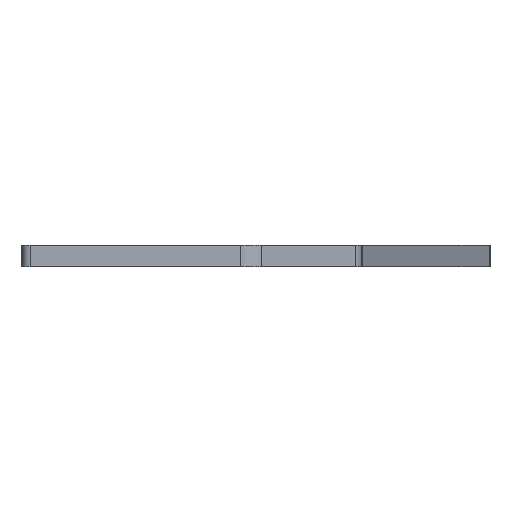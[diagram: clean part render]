
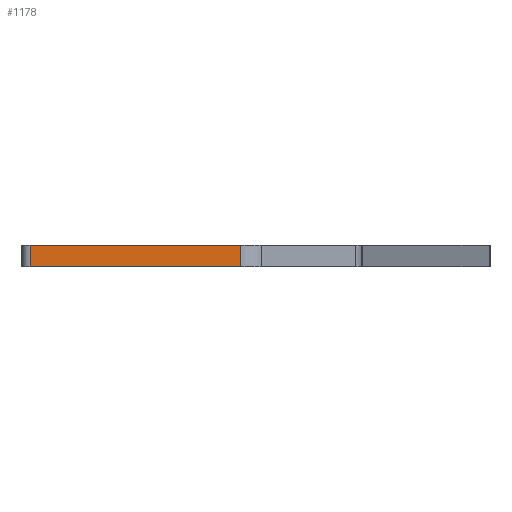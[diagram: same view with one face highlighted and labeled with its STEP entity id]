
A CAD part, left-side view. The second image highlights one B-rep face of the part: STEP entity #1178.
In plain terms, the highlighted planar face has unit normal (-1, 0, 0).
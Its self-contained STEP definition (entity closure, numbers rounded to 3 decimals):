
#80=PLANE('',#1320);
#130=FACE_OUTER_BOUND('',#186,.T.);
#186=EDGE_LOOP('',(#935,#936,#937,#938));
#312=LINE('',#1956,#390);
#313=LINE('',#1959,#391);
#314=LINE('',#1961,#392);
#315=LINE('',#1962,#393);
#390=VECTOR('',#1626,10.);
#391=VECTOR('',#1629,10.);
#392=VECTOR('',#1630,10.);
#393=VECTOR('',#1631,10.);
#583=VERTEX_POINT('',#1952);
#584=VERTEX_POINT('',#1954);
#585=VERTEX_POINT('',#1958);
#586=VERTEX_POINT('',#1960);
#732=EDGE_CURVE('',#583,#584,#312,.T.);
#733=EDGE_CURVE('',#585,#583,#313,.T.);
#734=EDGE_CURVE('',#586,#584,#314,.T.);
#735=EDGE_CURVE('',#585,#586,#315,.T.);
#935=ORIENTED_EDGE('',*,*,#733,.T.);
#936=ORIENTED_EDGE('',*,*,#732,.T.);
#937=ORIENTED_EDGE('',*,*,#734,.F.);
#938=ORIENTED_EDGE('',*,*,#735,.F.);
#1178=ADVANCED_FACE('',(#130),#80,.T.);
#1320=AXIS2_PLACEMENT_3D('',#1957,#1627,#1628);
#1626=DIRECTION('',(0.,0.,1.));
#1627=DIRECTION('center_axis',(-1.,0.,0.));
#1628=DIRECTION('ref_axis',(0.,-1.,0.));
#1629=DIRECTION('',(0.,-1.,0.));
#1630=DIRECTION('',(0.,-1.,0.));
#1631=DIRECTION('',(0.,0.,1.));
#1952=CARTESIAN_POINT('',(-315.817,-431.825,0.));
#1954=CARTESIAN_POINT('',(-315.817,-431.825,8.));
#1956=CARTESIAN_POINT('',(-315.817,-431.825,0.));
#1957=CARTESIAN_POINT('Origin',(-315.817,-354.488,0.));
#1958=CARTESIAN_POINT('',(-315.817,-354.488,0.));
#1959=CARTESIAN_POINT('',(-315.817,-354.488,0.));
#1960=CARTESIAN_POINT('',(-315.817,-354.488,8.));
#1961=CARTESIAN_POINT('',(-315.817,-354.488,8.));
#1962=CARTESIAN_POINT('',(-315.817,-354.488,0.));
